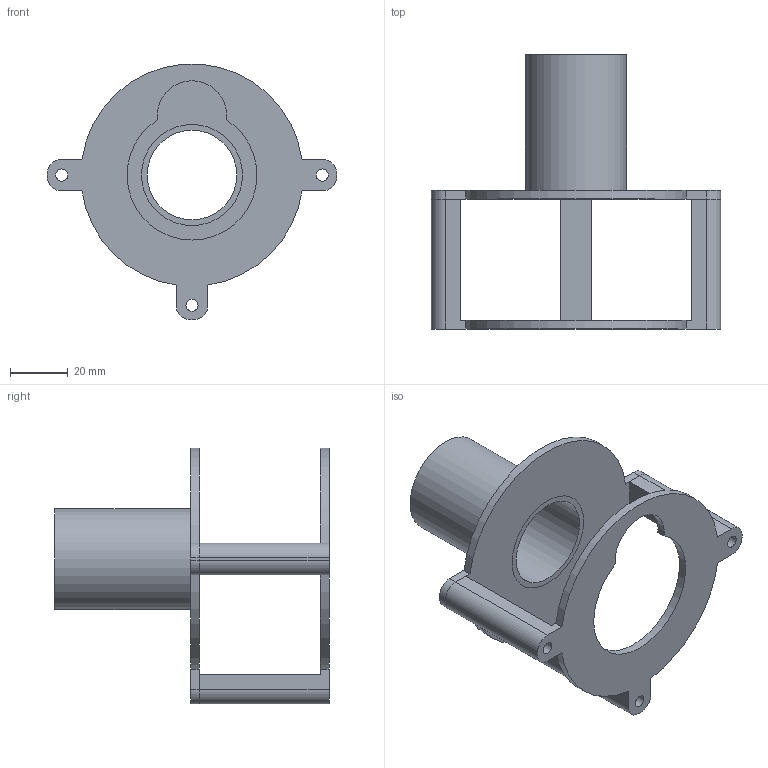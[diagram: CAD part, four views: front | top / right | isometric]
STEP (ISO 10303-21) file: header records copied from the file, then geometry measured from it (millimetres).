
FILE_DESCRIPTION(/* description */ (''),/* implementation_level */ '2;1');
FILE_NAME(/* name */ 'Blower Holder Casing.step',/* time_stamp */ '2020-04-03T16:37:06+02:00',/* author */ (''),/* organization */ (''),/* preprocessor_version */ 'ST-DEVELOPER v18',/* originating_system */ 'Autodesk Translation Framework v8.12.0.6',/* authorisation */ '');
FILE_SCHEMA (('AUTOMOTIVE_DESIGN { 1 0 10303 214 3 1 1 }'));
Length unit declared in the file: millimetre
Products named in the file (3): (Unsaved); Body; Top
Assembly tree (2 placements, depth 2):
  (Unsaved)
    Body
    Top
Bounding box: 100.21 x 95 x 88.47 mm (x, y, z)
Volume: 42667.2 mm3; surface area: 34398.3 mm2
Topology: 3 solids, 3 shells, 59 faces, 159 edges, 106 vertices
Faces by surface type: plane 30, cylinder 29
Full cylindrical faces by diameter (mm): 4.2 x6, 31 x1, 35 x2
Entity records: 1991 total; most frequent: DIRECTION 345, CARTESIAN_POINT 329, ORIENTED_EDGE 318, EDGE_CURVE 159, AXIS2_PLACEMENT_3D 122, VERTEX_POINT 106, LINE 101, VECTOR 101
